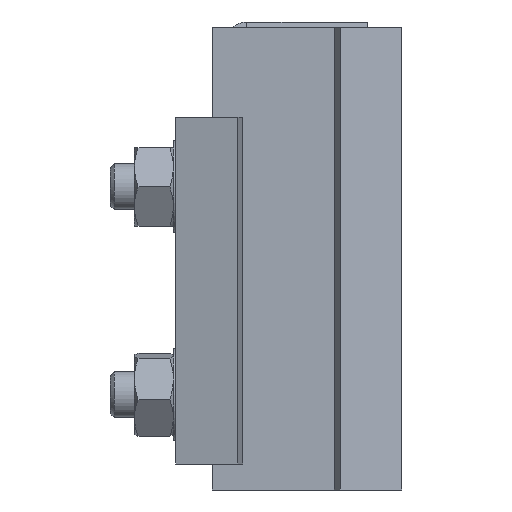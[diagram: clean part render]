
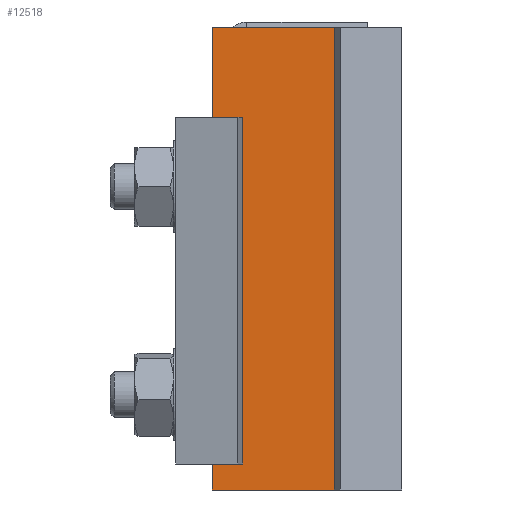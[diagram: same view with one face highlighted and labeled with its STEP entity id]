
A CAD part, left-side view. The second image highlights one B-rep face of the part: STEP entity #12518.
In plain terms, the highlighted face is planar.
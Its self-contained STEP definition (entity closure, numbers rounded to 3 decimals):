
#12333=DIRECTION('',(0.,-1.,0.));
#12334=VECTOR('',#12333,37.178);
#12335=CARTESIAN_POINT('',(0.,0.,0.));
#12336=LINE('',#12335,#12334);
#12337=DIRECTION('',(0.,0.,1.));
#12338=VECTOR('',#12337,100.);
#12339=CARTESIAN_POINT('',(0.,-37.178,0.));
#12340=LINE('',#12339,#12338);
#12341=DIRECTION('',(0.,1.,0.));
#12342=VECTOR('',#12341,37.178);
#12343=CARTESIAN_POINT('',(0.,-37.178,100.));
#12344=LINE('',#12343,#12342);
#12345=DIRECTION('',(0.,0.,1.));
#12346=VECTOR('',#12345,100.);
#12347=CARTESIAN_POINT('',(0.,0.,0.));
#12348=LINE('',#12347,#12346);
#12385=CARTESIAN_POINT('',(0.,0.,0.));
#12387=VERTEX_POINT('',#12385);
#12393=CARTESIAN_POINT('',(0.,0.,100.));
#12394=VERTEX_POINT('',#12393);
#12401=CARTESIAN_POINT('',(0.,-37.178,0.));
#12402=CARTESIAN_POINT('',(0.,-37.178,100.));
#12403=VERTEX_POINT('',#12401);
#12404=VERTEX_POINT('',#12402);
#12506=CARTESIAN_POINT('',(0.,0.,100.));
#12507=DIRECTION('',(1.,0.,0.));
#12508=DIRECTION('',(0.,1.,0.));
#12509=AXIS2_PLACEMENT_3D('',#12506,#12507,#12508);
#12510=PLANE('',#12509);
#12511=ORIENTED_EDGE('',*,*,#12432,.T.);
#12512=ORIENTED_EDGE('',*,*,#12501,.T.);
#12513=ORIENTED_EDGE('',*,*,#12472,.T.);
#12515=ORIENTED_EDGE('',*,*,#12514,.F.);
#12516=EDGE_LOOP('',(#12511,#12512,#12513,#12515));
#12517=FACE_OUTER_BOUND('',#12516,.F.);
#12518=ADVANCED_FACE('',(#12517),#12510,.T.);
#12432=EDGE_CURVE('',#12387,#12403,#12336,.T.);
#12472=EDGE_CURVE('',#12404,#12394,#12344,.T.);
#12501=EDGE_CURVE('',#12403,#12404,#12340,.T.);
#12514=EDGE_CURVE('',#12387,#12394,#12348,.T.);
